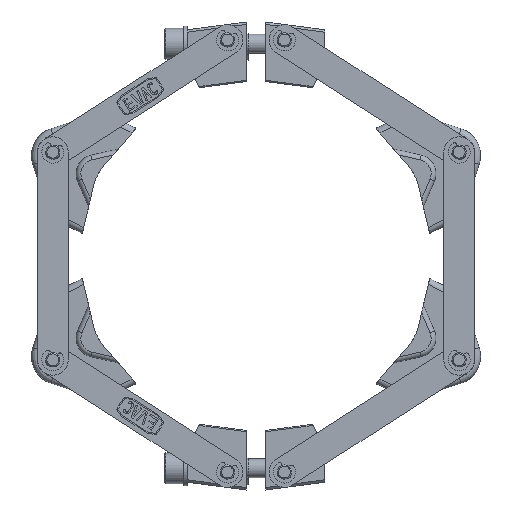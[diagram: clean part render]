
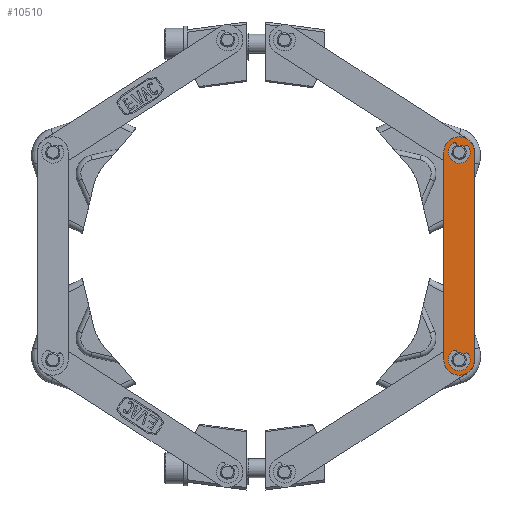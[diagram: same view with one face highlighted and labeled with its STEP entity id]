
A CAD part, left-side view. The second image highlights one B-rep face of the part: STEP entity #10510.
In plain terms, the highlighted face is planar.
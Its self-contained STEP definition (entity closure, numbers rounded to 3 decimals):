
#412=CIRCLE('',#13334,6.5);
#414=CIRCLE('',#13338,6.5);
#415=CIRCLE('',#13340,3.);
#417=CIRCLE('',#13343,3.);
#2158=ORIENTED_EDGE('',*,*,#4462,.T.);
#2159=ORIENTED_EDGE('',*,*,#4460,.T.);
#2160=ORIENTED_EDGE('',*,*,#4452,.F.);
#2161=ORIENTED_EDGE('',*,*,#4465,.F.);
#2162=ORIENTED_EDGE('',*,*,#4458,.F.);
#2163=ORIENTED_EDGE('',*,*,#4455,.F.);
#4452=EDGE_CURVE('',#5706,#5707,#412,.T.);
#4455=EDGE_CURVE('',#5707,#5709,#6799,.T.);
#4458=EDGE_CURVE('',#5709,#5711,#414,.T.);
#4460=EDGE_CURVE('',#5712,#5712,#415,.T.);
#4462=EDGE_CURVE('',#5714,#5714,#417,.T.);
#4465=EDGE_CURVE('',#5711,#5706,#6803,.T.);
#5706=VERTEX_POINT('',#18663);
#5707=VERTEX_POINT('',#18665);
#5709=VERTEX_POINT('',#18671);
#5711=VERTEX_POINT('',#18677);
#5712=VERTEX_POINT('',#18681);
#5714=VERTEX_POINT('',#18686);
#6799=LINE('',#18670,#7861);
#6803=LINE('',#18691,#7865);
#7861=VECTOR('',#15264,1000.);
#7865=VECTOR('',#15288,1000.);
#8686=EDGE_LOOP('',(#2158));
#8687=EDGE_LOOP('',(#2159));
#8688=EDGE_LOOP('',(#2160,#2161,#2162,#2163));
#9402=FACE_BOUND('',#8686,.T.);
#9403=FACE_BOUND('',#8687,.T.);
#9404=FACE_BOUND('',#8688,.T.);
#10021=PLANE('',#13346);
#10510=ADVANCED_FACE('',(#9402,#9403,#9404),#10021,.F.);
#13334=AXIS2_PLACEMENT_3D('',#18664,#15258,#15259);
#13338=AXIS2_PLACEMENT_3D('',#18676,#15270,#15271);
#13340=AXIS2_PLACEMENT_3D('',#18680,#15275,#15276);
#13343=AXIS2_PLACEMENT_3D('',#18685,#15281,#15282);
#13346=AXIS2_PLACEMENT_3D('',#18692,#15289,#15290);
#15258=DIRECTION('',(0.,0.,-1.));
#15259=DIRECTION('',(1.,0.,0.));
#15264=DIRECTION('',(1.,0.,0.));
#15270=DIRECTION('',(0.,0.,-1.));
#15271=DIRECTION('',(-1.,0.,0.));
#15275=DIRECTION('',(0.,0.,-1.));
#15276=DIRECTION('',(1.,0.,0.));
#15281=DIRECTION('',(0.,0.,-1.));
#15282=DIRECTION('',(1.,0.,0.));
#15288=DIRECTION('',(-1.,0.,0.));
#15289=DIRECTION('',(0.,0.,-1.));
#15290=DIRECTION('',(-1.,0.,0.));
#18663=CARTESIAN_POINT('',(-44.,-6.5,0.75));
#18664=CARTESIAN_POINT('',(-44.,0.,0.75));
#18665=CARTESIAN_POINT('',(-44.,6.5,0.75));
#18670=CARTESIAN_POINT('',(-44.,6.5,0.75));
#18671=CARTESIAN_POINT('',(44.,6.5,0.75));
#18676=CARTESIAN_POINT('',(44.,0.,0.75));
#18677=CARTESIAN_POINT('',(44.,-6.5,0.75));
#18680=CARTESIAN_POINT('',(-44.,0.,0.75));
#18681=CARTESIAN_POINT('',(-41.,0.,0.75));
#18685=CARTESIAN_POINT('',(44.,0.,0.75));
#18686=CARTESIAN_POINT('',(47.,0.,0.75));
#18691=CARTESIAN_POINT('',(-44.,-6.5,0.75));
#18692=CARTESIAN_POINT('',(-44.,0.,0.75));
